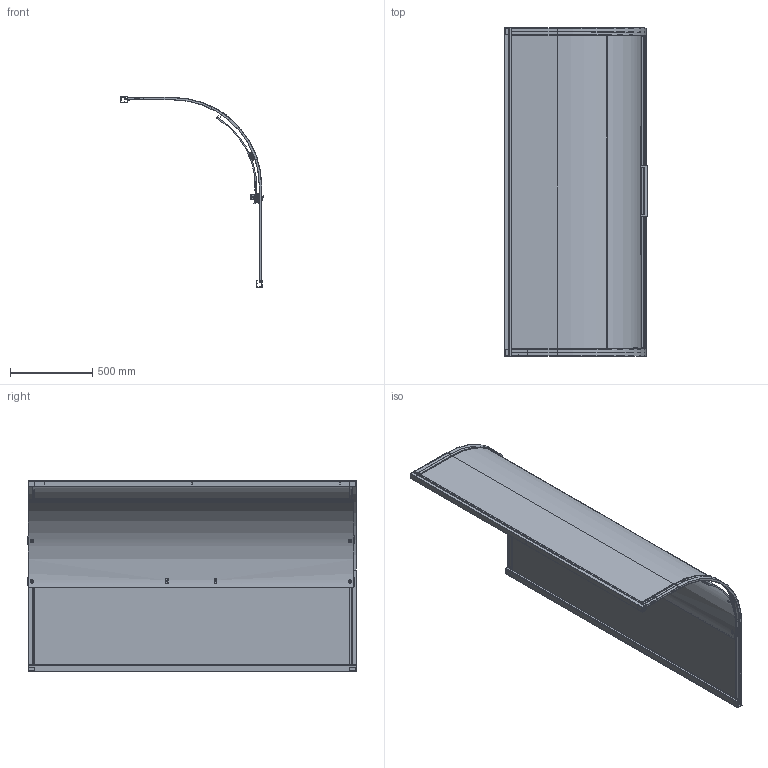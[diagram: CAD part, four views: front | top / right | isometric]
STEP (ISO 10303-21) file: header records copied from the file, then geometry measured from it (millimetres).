
FILE_DESCRIPTION((''),'2;1');
FILE_NAME('IQSSC12X9-RBF9CX_ASM_ASM','2020-04-28T',('admin'),(''),'PRO/ENGINEER BY PARAMETRIC TECHNOLOGY CORPORATION, 2010280','PRO/ENGINEER BY PARAMETRIC TECHNOLOGY CORPORATION, 2010280','');
FILE_SCHEMA(('CONFIG_CONTROL_DESIGN'));
Products named in the file (57): RA172_1; RA157_1; 2961A_3; ST4X30PANTOU_1; ST4X15-CT_1; RA114BD_7; RA114D_1; RBF9CA_ASM_6_ASM_ASM; 2962AA_3; RA114BDR_2; RBF9C2_ASM_7_ASM_ASM; RA029_3; RA219A_1; RA218D_1; RA223_1; RA220_1; MANIFOLD_SOLID_BREP_77388; CS264_1_ASM_ASM; MANIFOLD_SOLID_BREP_78227; MANIFOLD_SOLID_BREP_78515; CS320_1_ASM_ASM; RA359_1; RA362_1; AM232A_1; MC224_1; MC223_1; MC364_1; MC224_ASM_1_ASM_ASM; LC214_1; CD350K_ASM_1_ASM_ASM; RA346A_1; RA348A_1; RA349A_1; MANIFOLD_SOLID_BREP_106550; MANIFOLD_SOLID_BREP_106639; HP563_1_ASM_ASM; RA347_1; ASM000YY_ASM_1_ASM_ASM; RA352_1; M4X16_1 ...
Assembly tree (71 placements, depth 8):
  IQSSC12X9-RBF9CX_ASM_ASM
    RBF9C_ASM_ASM_ASM
      RBF9C_ASM_6_ASM_ASM
        RBF9CA_ASM_6_ASM_ASM
          RA172_1
          RA157_1
          2961A_3
          ST4X30PANTOU_1  x2
          ST4X15-CT_1
          RA114BD_7
          RA114D_1
        RBF9C2_ASM_7_ASM_ASM
          2962AA_3
          RA114BDR_2
          RA172_1
          RA157_1
        RA029_ASM_2_ASM_ASM
          RA029_3
          CD350K_ASM_1_ASM_ASM  x2
            RA219A_1
            RA218D_1
            RA223_1
            RA220_1
            CS264_1_ASM_ASM
              MANIFOLD_SOLID_BREP_77388
            CS320_1_ASM_ASM
              MANIFOLD_SOLID_BREP_78227
              MANIFOLD_SOLID_BREP_78515
            RA359_1
            RA362_1
            MC224_ASM_1_ASM_ASM
              AM232A_1
              MC224_1
              MC223_1
              MC364_1
            LC214_1
          CD360A_ASM_1_ASM_ASM  x2
            RA346A_1
            RA348A_1
            RA349A_1
            HP563_1_ASM_ASM
              MANIFOLD_SOLID_BREP_106550
              MANIFOLD_SOLID_BREP_106639
            ASM000YY_ASM_1_ASM_ASM
              RA347_1
              CS320_1_ASM_ASM  x2
                MANIFOLD_SOLID_BREP_78227
                MANIFOLD_SOLID_BREP_78515
            RA352_1
            M4X16_1
            AM232_1
          ID304_1
        BC037_1
        RA533_1  x2
        RA534_2  x2
        RA358_1  x4
        DC325_1
        DM302_1
        SK300_ASM_1_ASM_ASM
          SK236_1
Bounding box: 866.96 x 2002.7 x 1160.27 mm (x, y, z)
Volume: 28488608.4 mm3; surface area: 10141755.9 mm2
Topology: 92 solids, 92 shells, 4511 faces, 11852 edges, 7548 vertices
Faces by surface type: cylinder 1888, plane 1329, torus 572, bspline 516, cone 142, sphere 62, extrusion 2
Entity records: 111257 total; most frequent: CARTESIAN_POINT 53220, ORIENTED_EDGE 12358, DIRECTION 11643, EDGE_CURVE 6179, AXIS2_PLACEMENT_3D 4430, VERTEX_POINT 3971, VECTOR 2783, LINE 2781
